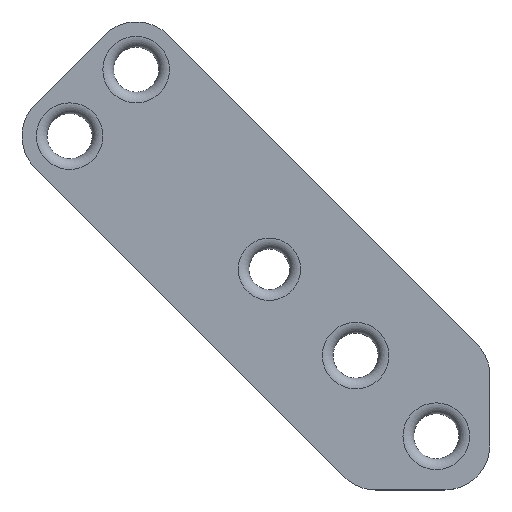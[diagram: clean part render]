
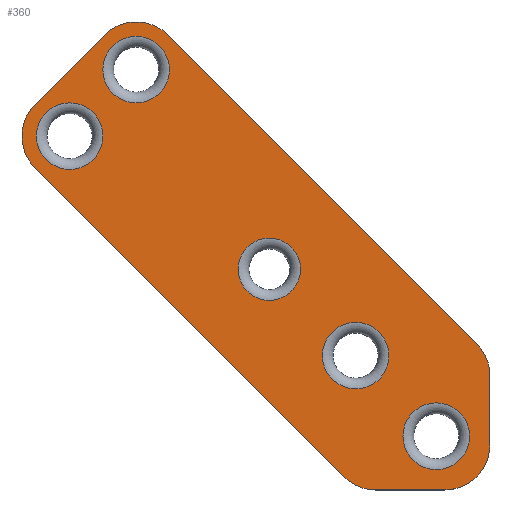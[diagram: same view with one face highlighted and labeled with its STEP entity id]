
A CAD part, top view. The second image highlights one B-rep face of the part: STEP entity #360.
In plain terms, the highlighted planar face has unit normal (0, 0, 1).
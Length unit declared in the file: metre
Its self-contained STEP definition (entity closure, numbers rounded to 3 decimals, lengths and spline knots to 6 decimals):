
#21=CIRCLE('',#400,0.0031);
#22=CIRCLE('',#401,0.0031);
#23=CIRCLE('',#402,0.0029);
#24=CIRCLE('',#403,0.0031);
#25=CIRCLE('',#404,0.0031);
#26=CIRCLE('',#405,0.0042);
#27=CIRCLE('',#406,0.0042);
#28=CIRCLE('',#407,0.0042);
#29=CIRCLE('',#408,0.0042);
#30=CIRCLE('',#409,0.0042);
#76=ORIENTED_EDGE('',*,*,#166,.T.);
#77=ORIENTED_EDGE('',*,*,#167,.T.);
#78=ORIENTED_EDGE('',*,*,#168,.T.);
#79=ORIENTED_EDGE('',*,*,#169,.T.);
#80=ORIENTED_EDGE('',*,*,#170,.T.);
#81=ORIENTED_EDGE('',*,*,#148,.F.);
#82=ORIENTED_EDGE('',*,*,#171,.T.);
#83=ORIENTED_EDGE('',*,*,#150,.F.);
#84=ORIENTED_EDGE('',*,*,#172,.T.);
#85=ORIENTED_EDGE('',*,*,#154,.F.);
#86=ORIENTED_EDGE('',*,*,#173,.T.);
#87=ORIENTED_EDGE('',*,*,#160,.F.);
#88=ORIENTED_EDGE('',*,*,#174,.T.);
#89=ORIENTED_EDGE('',*,*,#144,.F.);
#90=ORIENTED_EDGE('',*,*,#175,.T.);
#144=EDGE_CURVE('',#189,#190,#224,.T.);
#148=EDGE_CURVE('',#193,#194,#228,.T.);
#150=EDGE_CURVE('',#195,#196,#230,.T.);
#154=EDGE_CURVE('',#199,#200,#234,.T.);
#160=EDGE_CURVE('',#205,#206,#238,.T.);
#166=EDGE_CURVE('',#211,#211,#21,.F.);
#167=EDGE_CURVE('',#212,#212,#22,.F.);
#168=EDGE_CURVE('',#213,#213,#23,.F.);
#169=EDGE_CURVE('',#214,#214,#24,.F.);
#170=EDGE_CURVE('',#215,#215,#25,.F.);
#171=EDGE_CURVE('',#193,#196,#26,.T.);
#172=EDGE_CURVE('',#195,#200,#27,.T.);
#173=EDGE_CURVE('',#199,#206,#28,.T.);
#174=EDGE_CURVE('',#205,#190,#29,.T.);
#175=EDGE_CURVE('',#189,#194,#30,.T.);
#189=VERTEX_POINT('',#557);
#190=VERTEX_POINT('',#559);
#193=VERTEX_POINT('',#566);
#194=VERTEX_POINT('',#568);
#195=VERTEX_POINT('',#572);
#196=VERTEX_POINT('',#573);
#199=VERTEX_POINT('',#581);
#200=VERTEX_POINT('',#582);
#205=VERTEX_POINT('',#595);
#206=VERTEX_POINT('',#596);
#211=VERTEX_POINT('',#609);
#212=VERTEX_POINT('',#611);
#213=VERTEX_POINT('',#613);
#214=VERTEX_POINT('',#615);
#215=VERTEX_POINT('',#617);
#224=LINE('',#558,#244);
#228=LINE('',#567,#248);
#230=LINE('',#571,#250);
#234=LINE('',#580,#254);
#238=LINE('',#594,#258);
#244=VECTOR('',#441,1.);
#248=VECTOR('',#447,1.);
#250=VECTOR('',#451,1.);
#254=VECTOR('',#457,1.);
#258=VECTOR('',#469,1.);
#271=EDGE_LOOP('',(#76));
#272=EDGE_LOOP('',(#77));
#273=EDGE_LOOP('',(#78));
#274=EDGE_LOOP('',(#79));
#275=EDGE_LOOP('',(#80));
#276=EDGE_LOOP('',(#81,#82,#83,#84,#85,#86,#87,#88,#89,#90));
#313=FACE_BOUND('',#271,.T.);
#314=FACE_BOUND('',#272,.T.);
#315=FACE_BOUND('',#273,.T.);
#316=FACE_BOUND('',#274,.T.);
#317=FACE_BOUND('',#275,.T.);
#318=FACE_BOUND('',#276,.T.);
#351=PLANE('',#399);
#360=ADVANCED_FACE('',(#313,#314,#315,#316,#317,#318),#351,.T.);
#399=AXIS2_PLACEMENT_3D('',#607,#479,#480);
#400=AXIS2_PLACEMENT_3D('',#608,#481,#482);
#401=AXIS2_PLACEMENT_3D('',#610,#483,#484);
#402=AXIS2_PLACEMENT_3D('',#612,#485,#486);
#403=AXIS2_PLACEMENT_3D('',#614,#487,#488);
#404=AXIS2_PLACEMENT_3D('',#616,#489,#490);
#405=AXIS2_PLACEMENT_3D('',#618,#491,#492);
#406=AXIS2_PLACEMENT_3D('',#619,#493,#494);
#407=AXIS2_PLACEMENT_3D('',#620,#495,#496);
#408=AXIS2_PLACEMENT_3D('',#621,#497,#498);
#409=AXIS2_PLACEMENT_3D('',#622,#499,#500);
#441=DIRECTION('',(-0.707,0.707,0.));
#447=DIRECTION('',(-1.,0.,0.));
#451=DIRECTION('',(0.,-1.,0.));
#457=DIRECTION('',(0.707,-0.707,0.));
#469=DIRECTION('',(0.707,0.707,0.));
#479=DIRECTION('',(0.,0.,1.));
#480=DIRECTION('',(1.,0.,0.));
#481=DIRECTION('',(0.,0.,1.));
#482=DIRECTION('',(1.,0.,0.));
#483=DIRECTION('',(0.,0.,1.));
#484=DIRECTION('',(1.,0.,0.));
#485=DIRECTION('',(0.,0.,1.));
#486=DIRECTION('',(1.,0.,0.));
#487=DIRECTION('',(0.,0.,1.));
#488=DIRECTION('',(1.,0.,0.));
#489=DIRECTION('',(0.,0.,1.));
#490=DIRECTION('',(1.,0.,0.));
#491=DIRECTION('',(0.,0.,1.));
#492=DIRECTION('',(1.,0.,0.));
#493=DIRECTION('',(0.,0.,1.));
#494=DIRECTION('',(1.,0.,0.));
#495=DIRECTION('',(0.,0.,1.));
#496=DIRECTION('',(1.,0.,0.));
#497=DIRECTION('',(0.,0.,1.));
#498=DIRECTION('',(1.,0.,0.));
#499=DIRECTION('',(0.,0.,1.));
#500=DIRECTION('',(1.,0.,0.));
#557=CARTESIAN_POINT('',(-0.046105,0.03373,0.1242));
#558=CARTESIAN_POINT('',(-0.061337,0.048963,0.1242));
#559=CARTESIAN_POINT('',(-0.07483,0.062455,0.1242));
#566=CARTESIAN_POINT('',(-0.0367,0.0325,0.1242));
#567=CARTESIAN_POINT('',(-0.038687,0.0325,0.1242));
#568=CARTESIAN_POINT('',(-0.043135,0.0325,0.1242));
#571=CARTESIAN_POINT('',(-0.0325,0.038687,0.1242));
#572=CARTESIAN_POINT('',(-0.0325,0.043135,0.1242));
#573=CARTESIAN_POINT('',(-0.0325,0.0367,0.1242));
#580=CARTESIAN_POINT('',(-0.048963,0.061337,0.1242));
#581=CARTESIAN_POINT('',(-0.062455,0.07483,0.1242));
#582=CARTESIAN_POINT('',(-0.03373,0.046105,0.1242));
#594=CARTESIAN_POINT('',(-0.071612,0.071612,0.1242));
#595=CARTESIAN_POINT('',(-0.07483,0.068395,0.1242));
#596=CARTESIAN_POINT('',(-0.068395,0.07483,0.1242));
#607=CARTESIAN_POINT('',(0.,0.002188,0.1242));
#608=CARTESIAN_POINT('',(-0.065425,0.071612,0.1242));
#609=CARTESIAN_POINT('',(-0.062325,0.071612,0.1242));
#610=CARTESIAN_POINT('',(-0.071612,0.065425,0.1242));
#611=CARTESIAN_POINT('',(-0.068512,0.065425,0.1242));
#612=CARTESIAN_POINT('',(-0.053033,0.053033,0.1242));
#613=CARTESIAN_POINT('',(-0.050133,0.053033,0.1242));
#614=CARTESIAN_POINT('',(-0.045,0.045,0.1242));
#615=CARTESIAN_POINT('',(-0.0419,0.045,0.1242));
#616=CARTESIAN_POINT('',(-0.0375,0.0375,0.1242));
#617=CARTESIAN_POINT('',(-0.0344,0.0375,0.1242));
#618=CARTESIAN_POINT('',(-0.0367,0.0367,0.1242));
#619=CARTESIAN_POINT('',(-0.0367,0.043135,0.1242));
#620=CARTESIAN_POINT('',(-0.065425,0.07186,0.1242));
#621=CARTESIAN_POINT('',(-0.07186,0.065425,0.1242));
#622=CARTESIAN_POINT('',(-0.043135,0.0367,0.1242));
